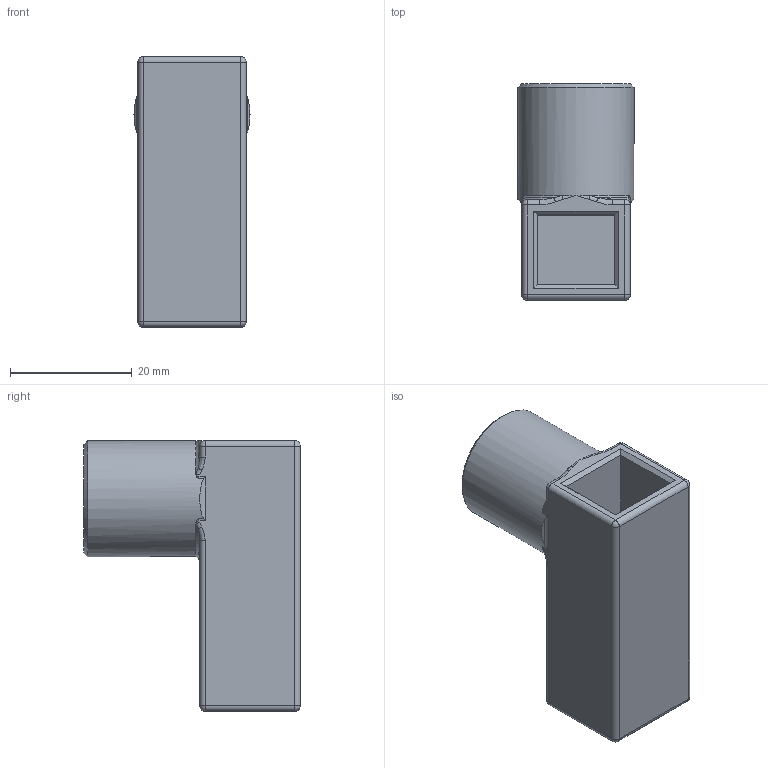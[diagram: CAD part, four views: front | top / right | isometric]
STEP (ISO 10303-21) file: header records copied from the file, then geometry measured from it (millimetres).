
FILE_DESCRIPTION(/* description */ (''),/* implementation_level */ '2;1');
FILE_NAME(/* name */ '3D Printer Brush Attachment (Top Circle) v2.step',/* time_stamp */ '2024-09-16T12:21:17-04:00',/* author */ (''),/* organization */ (''),/* preprocessor_version */ 'ST-DEVELOPER v20',/* originating_system */ 'Autodesk Translation Framework v13.14.0.145',/* authorisation */ '');
FILE_SCHEMA (('AUTOMOTIVE_DESIGN { 1 0 10303 214 3 1 1 }'));
Length unit declared in the file: inch
Products named in the file (1): 3D Printer Brush Attachment (Top Circle)
Bounding box: 19.05 x 35.56 x 44.45 mm (x, y, z)
Volume: 12336.5 mm3; surface area: 6641.8 mm2
Topology: 1 solids, 1 shells, 81 faces, 184 edges, 104 vertices
Faces by surface type: bspline 22, cylinder 22, plane 22, sphere 8, cone 4, torus 3
Full cylindrical faces by diameter (mm): 19.05 x1
Entity records: 2676 total; most frequent: CARTESIAN_POINT 950, ORIENTED_EDGE 364, DIRECTION 326, EDGE_CURVE 182, AXIS2_PLACEMENT_3D 130, VERTEX_POINT 104, EDGE_LOOP 82, FACE_OUTER_BOUND 81
